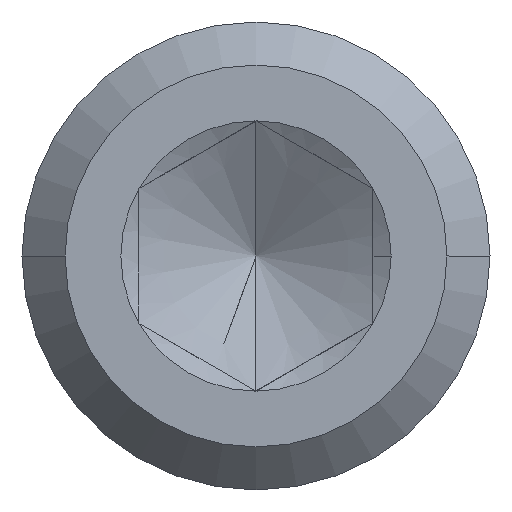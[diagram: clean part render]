
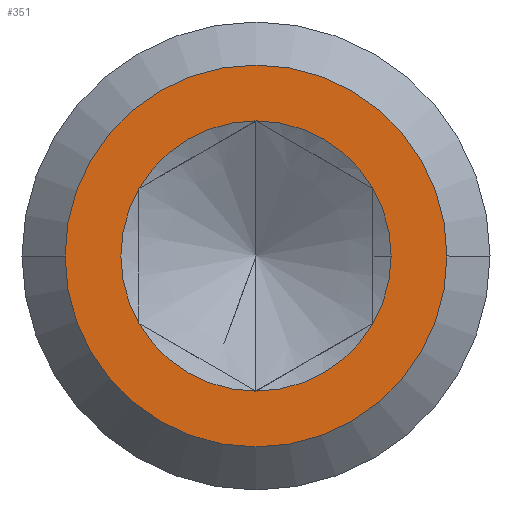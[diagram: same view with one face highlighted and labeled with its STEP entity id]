
A CAD part, left-side view. The second image highlights one B-rep face of the part: STEP entity #351.
In plain terms, the highlighted planar face has unit normal (-1, 0, 0).
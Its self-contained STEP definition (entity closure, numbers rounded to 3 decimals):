
#41=PLANE('',#387);
#54=CIRCLE('',#366,2.887);
#55=CIRCLE('',#368,4.08);
#61=CIRCLE('',#386,4.08);
#62=CIRCLE('',#388,2.887);
#63=CIRCLE('',#389,2.887);
#64=CIRCLE('',#390,2.887);
#65=CIRCLE('',#391,2.887);
#66=CIRCLE('',#392,2.887);
#67=CIRCLE('',#393,2.887);
#73=VERTEX_POINT('',#420);
#75=VERTEX_POINT('',#423);
#76=VERTEX_POINT('',#427);
#77=VERTEX_POINT('',#428);
#89=VERTEX_POINT('',#461);
#90=VERTEX_POINT('',#463);
#91=VERTEX_POINT('',#469);
#92=VERTEX_POINT('',#475);
#93=VERTEX_POINT('',#486);
#149=EDGE_CURVE('',#73,#75,#54,.T.);
#150=EDGE_CURVE('',#76,#77,#55,.T.);
#180=EDGE_CURVE('',#77,#76,#61,.T.);
#181=EDGE_CURVE('',#89,#90,#62,.F.);
#182=EDGE_CURVE('',#90,#93,#63,.F.);
#183=EDGE_CURVE('',#93,#73,#64,.F.);
#184=EDGE_CURVE('',#75,#92,#65,.F.);
#185=EDGE_CURVE('',#92,#91,#66,.F.);
#186=EDGE_CURVE('',#91,#89,#67,.F.);
#252=ORIENTED_EDGE('',*,*,#181,.T.);
#253=ORIENTED_EDGE('',*,*,#182,.T.);
#254=ORIENTED_EDGE('',*,*,#183,.T.);
#255=ORIENTED_EDGE('',*,*,#149,.T.);
#256=ORIENTED_EDGE('',*,*,#184,.T.);
#257=ORIENTED_EDGE('',*,*,#185,.T.);
#258=ORIENTED_EDGE('',*,*,#186,.T.);
#259=ORIENTED_EDGE('',*,*,#150,.F.);
#260=ORIENTED_EDGE('',*,*,#180,.F.);
#298=EDGE_LOOP('',(#252,#253,#254,#255,#256,#257,#258));
#299=EDGE_LOOP('',(#259,#260));
#325=FACE_BOUND('',#298,.T.);
#326=FACE_BOUND('',#299,.T.);
#351=ADVANCED_FACE('',(#325,#326),#41,.F.);
#366=AXIS2_PLACEMENT_3D('',#424,#531,#532);
#368=AXIS2_PLACEMENT_3D('',#426,#535,#536);
#386=AXIS2_PLACEMENT_3D('',#498,#582,#583);
#387=AXIS2_PLACEMENT_3D('',#499,#584,$);
#388=AXIS2_PLACEMENT_3D('',#500,#585,#586);
#389=AXIS2_PLACEMENT_3D('',#501,#587,#588);
#390=AXIS2_PLACEMENT_3D('',#502,#589,#590);
#391=AXIS2_PLACEMENT_3D('',#503,#591,#592);
#392=AXIS2_PLACEMENT_3D('',#504,#593,#594);
#393=AXIS2_PLACEMENT_3D('',#505,#595,#596);
#420=CARTESIAN_POINT('',(0.,-2.5,1.443));
#423=CARTESIAN_POINT('',(0.,-2.887,0.));
#424=CARTESIAN_POINT('',(0.,0.,0.));
#426=CARTESIAN_POINT('',(0.,0.,0.));
#427=CARTESIAN_POINT('',(0.,4.08,0.));
#428=CARTESIAN_POINT('',(0.,-4.08,0.));
#461=CARTESIAN_POINT('',(0.,2.5,-1.443));
#463=CARTESIAN_POINT('',(0.,2.5,1.443));
#469=CARTESIAN_POINT('',(0.,0.,-2.887));
#475=CARTESIAN_POINT('',(0.,-2.5,-1.443));
#486=CARTESIAN_POINT('',(0.,0.,2.887));
#498=CARTESIAN_POINT('',(0.,0.,0.));
#499=CARTESIAN_POINT('',(0.,0.,0.));
#500=CARTESIAN_POINT('',(0.,0.,0.));
#501=CARTESIAN_POINT('',(0.,0.,0.));
#502=CARTESIAN_POINT('',(0.,0.,0.));
#503=CARTESIAN_POINT('',(0.,0.,0.));
#504=CARTESIAN_POINT('',(0.,0.,0.));
#505=CARTESIAN_POINT('',(0.,0.,0.));
#531=DIRECTION('',(1.,0.,0.));
#532=DIRECTION('',(0.,-2.887,0.));
#535=DIRECTION('',(1.,0.,0.));
#536=DIRECTION('',(0.,4.08,0.));
#582=DIRECTION('',(1.,0.,0.));
#583=DIRECTION('',(0.,4.08,0.));
#584=DIRECTION('',(1.,0.,0.));
#585=DIRECTION('',(-1.,0.,0.));
#586=DIRECTION('',(0.,-2.887,0.));
#587=DIRECTION('',(-1.,0.,0.));
#588=DIRECTION('',(0.,-2.887,0.));
#589=DIRECTION('',(-1.,0.,0.));
#590=DIRECTION('',(0.,-2.887,0.));
#591=DIRECTION('',(-1.,0.,0.));
#592=DIRECTION('',(0.,-2.887,0.));
#593=DIRECTION('',(-1.,0.,0.));
#594=DIRECTION('',(0.,-2.887,0.));
#595=DIRECTION('',(-1.,0.,0.));
#596=DIRECTION('',(0.,-2.887,0.));
